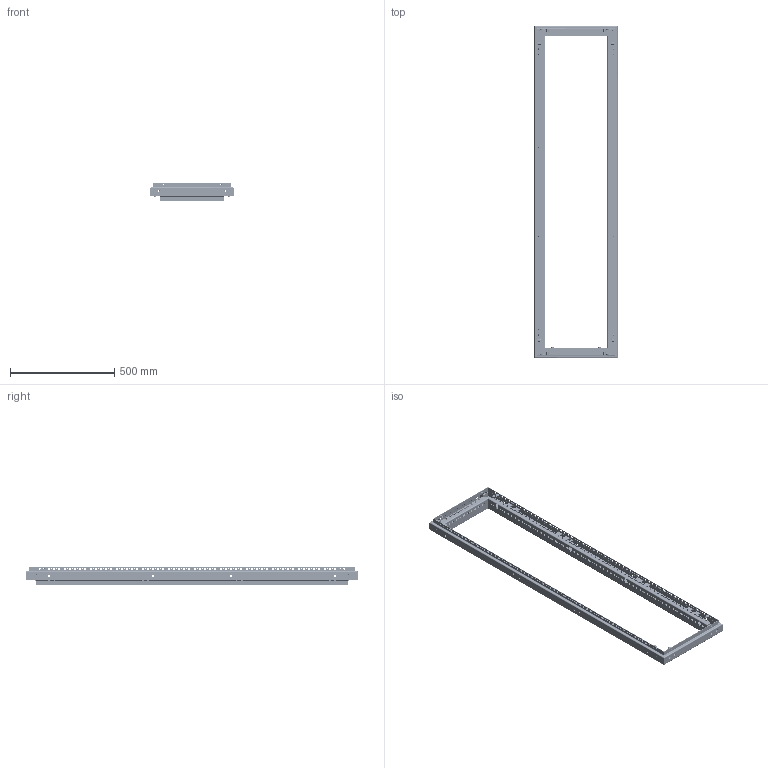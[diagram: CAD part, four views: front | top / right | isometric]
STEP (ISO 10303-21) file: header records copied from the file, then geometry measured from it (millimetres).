
FILE_DESCRIPTION (( 'STEP AP214' ), '1' );
FILE_NAME ('Ñâàðíàÿ ðàìà W400H1600.STEP', '2024-08-14T07:18:55', ( '' ), ( '' ), 'SwSTEP 2.0', 'SolidWorks 2021', '' );
FILE_SCHEMA (( 'AUTOMOTIVE_DESIGN' ));
Length unit declared in the file: millimetre
Products named in the file (11): Çàêëåïêà ðåçüáîâàÿ Ì6 øåñòèãðàííàÿ ñ óìåíüøåííûì áîðòîì; 600.000; Áîáûøêà; Ãîðèçîíòàëüíûé ïðîôèëü W400; Ãîðèçîíòàëüíûé ïðîôèëü1 W400; Áîêîâîé ïðîôèëü2 H1600; Áîêîâîé ïðîôèëü H1600; Áîêîâîé ïðîôèëü1 H1600; Ãîðèçîíòàëüíûé ïðîôèëü2 W400; Ñâàðíàÿ ðàìà W400H1600; Çàêëåïêà ðåçüáîâàÿ Ì8 øåñòèãðàííàÿ ñ óìåíüøåííûì áîðòîì
Assembly tree (46 placements, depth 3):
  Ñâàðíàÿ ðàìà W400H1600
    Ãîðèçîíòàëüíûé ïðîôèëü W400  x2
      Ãîðèçîíòàëüíûé ïðîôèëü1 W400
      Ãîðèçîíòàëüíûé ïðîôèëü2 W400
      600.000
      Áîáûøêà
    Áîêîâîé ïðîôèëü H1600  x2
      Áîêîâîé ïðîôèëü1 H1600
      Áîêîâîé ïðîôèëü2 H1600
    Çàêëåïêà ðåçüáîâàÿ Ì8 øåñòèãðàííàÿ ñ óìåíüøåííûì áîðòîì  x8
    Çàêëåïêà ðåçüáîâàÿ Ì6 øåñòèãðàííàÿ ñ óìåíüøåííûì áîðòîì  x26
Bounding box: 401.2 x 1596 x 89.35 mm (x, y, z)
Volume: 1704925.6 mm3; surface area: 1772868.1 mm2
Topology: 50 solids, 50 shells, 4942 faces, 13904 edges, 9084 vertices
Faces by surface type: plane 2826, cylinder 1766, cone 212, bspline 138
Entity records: 63604 total; most frequent: CARTESIAN_POINT 15655, ORIENTED_EDGE 9954, DIRECTION 9245, EDGE_CURVE 4977, VECTOR 3849, LINE 3849, VERTEX_POINT 3274, AXIS2_PLACEMENT_3D 2698
